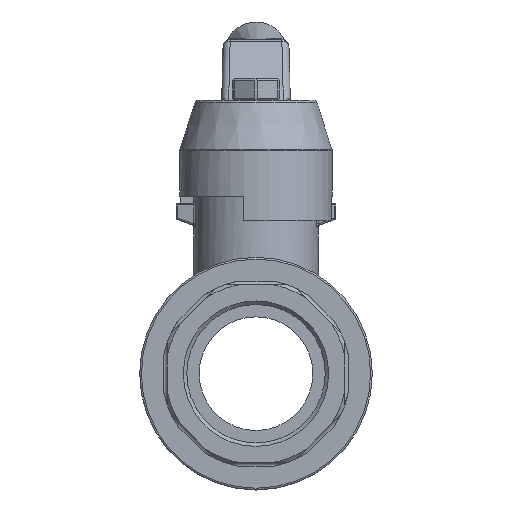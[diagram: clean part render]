
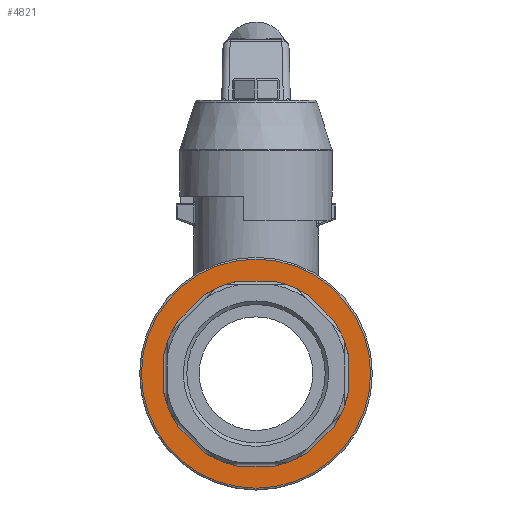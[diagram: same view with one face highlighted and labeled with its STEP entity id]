
A CAD part, front view. The second image highlights one B-rep face of the part: STEP entity #4821.
In plain terms, the highlighted planar face has unit normal (0, -1, 0).
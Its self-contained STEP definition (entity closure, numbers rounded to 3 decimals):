
#222=CIRCLE('',#6691,32.25);
#223=CIRCLE('',#6692,26.5);
#224=CIRCLE('',#6693,26.5);
#225=CIRCLE('',#6694,26.5);
#226=CIRCLE('',#6695,26.5);
#227=CIRCLE('',#6696,26.5);
#228=CIRCLE('',#6697,26.5);
#229=CIRCLE('',#6698,26.5);
#230=CIRCLE('',#6699,26.5);
#758=LINE('',#9896,#1090);
#759=LINE('',#9900,#1091);
#760=LINE('',#9904,#1092);
#761=LINE('',#9908,#1093);
#762=LINE('',#9912,#1094);
#763=LINE('',#9916,#1095);
#764=LINE('',#9920,#1096);
#765=LINE('',#9924,#1097);
#1090=VECTOR('',#7518,1000.);
#1091=VECTOR('',#7521,1000.);
#1092=VECTOR('',#7524,1000.);
#1093=VECTOR('',#7527,1000.);
#1094=VECTOR('',#7530,1000.);
#1095=VECTOR('',#7533,1000.);
#1096=VECTOR('',#7536,1000.);
#1097=VECTOR('',#7539,1000.);
#1813=ORIENTED_EDGE('',*,*,#3069,.T.);
#1814=ORIENTED_EDGE('',*,*,#3070,.T.);
#1815=ORIENTED_EDGE('',*,*,#3071,.T.);
#1816=ORIENTED_EDGE('',*,*,#3072,.T.);
#1817=ORIENTED_EDGE('',*,*,#3073,.T.);
#1818=ORIENTED_EDGE('',*,*,#3074,.T.);
#1819=ORIENTED_EDGE('',*,*,#3075,.T.);
#1820=ORIENTED_EDGE('',*,*,#3076,.T.);
#1821=ORIENTED_EDGE('',*,*,#3077,.T.);
#1822=ORIENTED_EDGE('',*,*,#3078,.T.);
#1823=ORIENTED_EDGE('',*,*,#3079,.T.);
#1824=ORIENTED_EDGE('',*,*,#3080,.T.);
#1825=ORIENTED_EDGE('',*,*,#3081,.T.);
#1826=ORIENTED_EDGE('',*,*,#3082,.T.);
#1827=ORIENTED_EDGE('',*,*,#3083,.T.);
#1828=ORIENTED_EDGE('',*,*,#3084,.T.);
#1829=ORIENTED_EDGE('',*,*,#3085,.T.);
#3069=EDGE_CURVE('',#3717,#3717,#222,.F.);
#3070=EDGE_CURVE('',#3718,#3719,#223,.T.);
#3071=EDGE_CURVE('',#3719,#3720,#758,.F.);
#3072=EDGE_CURVE('',#3720,#3721,#224,.T.);
#3073=EDGE_CURVE('',#3721,#3722,#759,.F.);
#3074=EDGE_CURVE('',#3722,#3723,#225,.T.);
#3075=EDGE_CURVE('',#3723,#3724,#760,.F.);
#3076=EDGE_CURVE('',#3724,#3725,#226,.T.);
#3077=EDGE_CURVE('',#3725,#3726,#761,.F.);
#3078=EDGE_CURVE('',#3726,#3727,#227,.T.);
#3079=EDGE_CURVE('',#3727,#3728,#762,.F.);
#3080=EDGE_CURVE('',#3728,#3729,#228,.T.);
#3081=EDGE_CURVE('',#3729,#3730,#763,.F.);
#3082=EDGE_CURVE('',#3730,#3731,#229,.T.);
#3083=EDGE_CURVE('',#3731,#3732,#764,.F.);
#3084=EDGE_CURVE('',#3732,#3733,#230,.T.);
#3085=EDGE_CURVE('',#3733,#3718,#765,.F.);
#3717=VERTEX_POINT('',#9892);
#3718=VERTEX_POINT('',#9894);
#3719=VERTEX_POINT('',#9895);
#3720=VERTEX_POINT('',#9897);
#3721=VERTEX_POINT('',#9899);
#3722=VERTEX_POINT('',#9901);
#3723=VERTEX_POINT('',#9903);
#3724=VERTEX_POINT('',#9905);
#3725=VERTEX_POINT('',#9907);
#3726=VERTEX_POINT('',#9909);
#3727=VERTEX_POINT('',#9911);
#3728=VERTEX_POINT('',#9913);
#3729=VERTEX_POINT('',#9915);
#3730=VERTEX_POINT('',#9917);
#3731=VERTEX_POINT('',#9919);
#3732=VERTEX_POINT('',#9921);
#3733=VERTEX_POINT('',#9923);
#4063=EDGE_LOOP('',(#1813));
#4064=EDGE_LOOP('',(#1814,#1815,#1816,#1817,#1818,#1819,#1820,#1821,#1822,
#1823,#1824,#1825,#1826,#1827,#1828,#1829));
#4395=FACE_BOUND('',#4063,.T.);
#4396=FACE_BOUND('',#4064,.T.);
#4645=PLANE('',#6690);
#4821=ADVANCED_FACE('',(#4395,#4396),#4645,.F.);
#6690=AXIS2_PLACEMENT_3D('',#9890,#7512,#7513);
#6691=AXIS2_PLACEMENT_3D('',#9891,#7514,#7515);
#6692=AXIS2_PLACEMENT_3D('',#9893,#7516,#7517);
#6693=AXIS2_PLACEMENT_3D('',#9898,#7519,#7520);
#6694=AXIS2_PLACEMENT_3D('',#9902,#7522,#7523);
#6695=AXIS2_PLACEMENT_3D('',#9906,#7525,#7526);
#6696=AXIS2_PLACEMENT_3D('',#9910,#7528,#7529);
#6697=AXIS2_PLACEMENT_3D('',#9914,#7531,#7532);
#6698=AXIS2_PLACEMENT_3D('',#9918,#7534,#7535);
#6699=AXIS2_PLACEMENT_3D('',#9922,#7537,#7538);
#7512=DIRECTION('',(0.,1.,0.));
#7513=DIRECTION('',(0.,0.,1.));
#7514=DIRECTION('',(0.,1.,0.));
#7515=DIRECTION('',(0.,0.,1.));
#7516=DIRECTION('',(0.,1.,0.));
#7517=DIRECTION('',(0.,0.,1.));
#7518=DIRECTION('',(-1.,0.,0.));
#7519=DIRECTION('',(0.,1.,0.));
#7520=DIRECTION('',(0.,0.,1.));
#7521=DIRECTION('',(-0.707,0.,0.707));
#7522=DIRECTION('',(0.,1.,0.));
#7523=DIRECTION('',(0.,0.,1.));
#7524=DIRECTION('',(0.,0.,1.));
#7525=DIRECTION('',(0.,1.,0.));
#7526=DIRECTION('',(0.,0.,1.));
#7527=DIRECTION('',(0.707,0.,0.707));
#7528=DIRECTION('',(0.,1.,0.));
#7529=DIRECTION('',(0.,0.,1.));
#7530=DIRECTION('',(1.,0.,0.));
#7531=DIRECTION('',(0.,1.,0.));
#7532=DIRECTION('',(0.,0.,1.));
#7533=DIRECTION('',(0.707,0.,-0.707));
#7534=DIRECTION('',(0.,1.,0.));
#7535=DIRECTION('',(0.,0.,1.));
#7536=DIRECTION('',(0.,0.,-1.));
#7537=DIRECTION('',(0.,1.,0.));
#7538=DIRECTION('',(0.,0.,1.));
#7539=DIRECTION('',(-0.707,0.,-0.707));
#9890=CARTESIAN_POINT('',(0.,22.,0.));
#9891=CARTESIAN_POINT('',(0.,22.,0.));
#9892=CARTESIAN_POINT('',(0.,22.,32.25));
#9893=CARTESIAN_POINT('',(0.,22.,0.));
#9894=CARTESIAN_POINT('',(-14.762,22.,22.008));
#9895=CARTESIAN_POINT('',(-5.123,22.,26.));
#9896=CARTESIAN_POINT('',(0.,22.,26.));
#9897=CARTESIAN_POINT('',(5.123,22.,26.));
#9898=CARTESIAN_POINT('',(0.,22.,0.));
#9899=CARTESIAN_POINT('',(14.762,22.,22.008));
#9900=CARTESIAN_POINT('',(18.385,22.,18.385));
#9901=CARTESIAN_POINT('',(22.008,22.,14.762));
#9902=CARTESIAN_POINT('',(0.,22.,0.));
#9903=CARTESIAN_POINT('',(26.,22.,5.123));
#9904=CARTESIAN_POINT('',(26.,22.,0.));
#9905=CARTESIAN_POINT('',(26.,22.,-5.123));
#9906=CARTESIAN_POINT('',(0.,22.,0.));
#9907=CARTESIAN_POINT('',(22.008,22.,-14.762));
#9908=CARTESIAN_POINT('',(18.385,22.,-18.385));
#9909=CARTESIAN_POINT('',(14.762,22.,-22.008));
#9910=CARTESIAN_POINT('',(0.,22.,0.));
#9911=CARTESIAN_POINT('',(5.123,22.,-26.));
#9912=CARTESIAN_POINT('',(0.,22.,-26.));
#9913=CARTESIAN_POINT('',(-5.123,22.,-26.));
#9914=CARTESIAN_POINT('',(0.,22.,0.));
#9915=CARTESIAN_POINT('',(-14.762,22.,-22.008));
#9916=CARTESIAN_POINT('',(-18.385,22.,-18.385));
#9917=CARTESIAN_POINT('',(-22.008,22.,-14.762));
#9918=CARTESIAN_POINT('',(0.,22.,0.));
#9919=CARTESIAN_POINT('',(-26.,22.,-5.123));
#9920=CARTESIAN_POINT('',(-26.,22.,0.));
#9921=CARTESIAN_POINT('',(-26.,22.,5.123));
#9922=CARTESIAN_POINT('',(0.,22.,0.));
#9923=CARTESIAN_POINT('',(-22.008,22.,14.762));
#9924=CARTESIAN_POINT('',(-18.385,22.,18.385));
